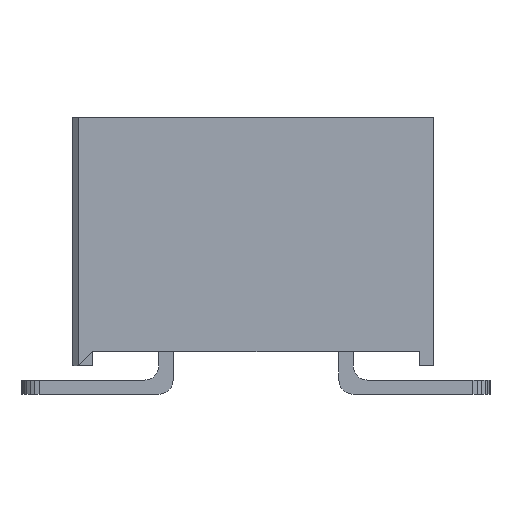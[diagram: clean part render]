
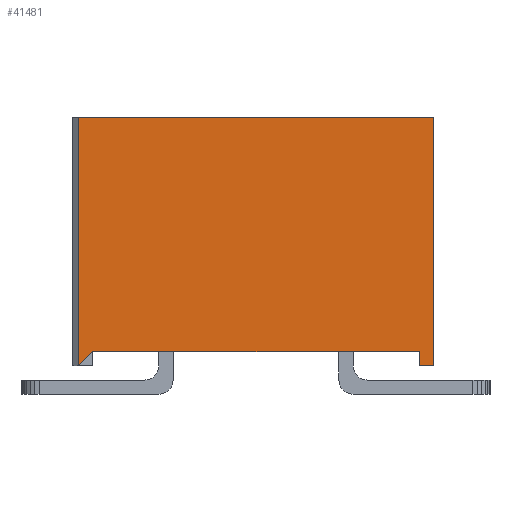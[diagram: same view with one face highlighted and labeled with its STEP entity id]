
A CAD part, left-side view. The second image highlights one B-rep face of the part: STEP entity #41481.
In plain terms, the highlighted planar face has unit normal (-1, 0, 0).
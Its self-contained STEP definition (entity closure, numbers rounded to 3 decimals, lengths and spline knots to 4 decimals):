
#4165=FACE_OUTER_BOUND('',#6775,.T.);
#6775=EDGE_LOOP('',(#35285,#35286,#35287,#35288,#35289,#35290,#35291));
#7263=LINE('',#54935,#12612);
#7424=LINE('',#55259,#12773);
#7595=LINE('',#55599,#12944);
#7597=LINE('',#55604,#12946);
#7603=LINE('',#55615,#12952);
#11830=LINE('',#64110,#17179);
#11874=LINE('',#64200,#17223);
#12612=VECTOR('',#44517,1.);
#12773=VECTOR('',#44680,1.);
#12944=VECTOR('',#44857,1.);
#12946=VECTOR('',#44861,1.);
#12952=VECTOR('',#44875,1.);
#17179=VECTOR('',#53124,1.);
#17223=VECTOR('',#53228,1.);
#17954=VERTEX_POINT('',#54919);
#17961=VERTEX_POINT('',#54933);
#18122=VERTEX_POINT('',#55257);
#18123=VERTEX_POINT('',#55258);
#18288=VERTEX_POINT('',#55589);
#18290=VERTEX_POINT('',#55601);
#18291=VERTEX_POINT('',#55603);
#20862=EDGE_CURVE('',#17961,#17954,#7263,.T.);
#21023=EDGE_CURVE('',#18122,#18123,#7424,.T.);
#21194=EDGE_CURVE('',#18122,#18288,#7595,.T.);
#21196=EDGE_CURVE('',#18291,#18290,#7597,.T.);
#21202=EDGE_CURVE('',#18123,#18290,#7603,.T.);
#25429=EDGE_CURVE('',#17961,#18291,#11830,.T.);
#25473=EDGE_CURVE('',#17954,#18288,#11874,.T.);
#35285=ORIENTED_EDGE('',*,*,#21194,.T.);
#35286=ORIENTED_EDGE('',*,*,#25473,.F.);
#35287=ORIENTED_EDGE('',*,*,#20862,.F.);
#35288=ORIENTED_EDGE('',*,*,#25429,.T.);
#35289=ORIENTED_EDGE('',*,*,#21196,.T.);
#35290=ORIENTED_EDGE('',*,*,#21202,.F.);
#35291=ORIENTED_EDGE('',*,*,#21023,.F.);
#38951=PLANE('',#44025);
#41481=ADVANCED_FACE('',(#4165),#38951,.T.);
#44025=AXIS2_PLACEMENT_3D('',#64199,#53226,#53227);
#44517=DIRECTION('',(0.,1.,0.));
#44680=DIRECTION('',(0.,-1.,0.));
#44857=DIRECTION('',(0.,0.,-1.));
#44861=DIRECTION('',(0.,-1.,-0.004));
#44875=DIRECTION('',(0.,0.,-1.));
#53124=DIRECTION('',(0.,0.,-1.));
#53226=DIRECTION('center_axis',(-1.,0.,0.));
#53227=DIRECTION('ref_axis',(0.,0.,1.));
#53228=DIRECTION('',(0.,0.707,-0.707));
#54919=CARTESIAN_POINT('',(-17.3267,-5.98,4.7));
#54933=CARTESIAN_POINT('',(-17.3267,-10.58,4.7));
#54935=CARTESIAN_POINT('',(-17.3267,-10.58,4.7));
#55257=CARTESIAN_POINT('',(-17.3267,-5.7808,8.));
#55258=CARTESIAN_POINT('',(-17.3267,-10.78,8.));
#55259=CARTESIAN_POINT('',(-17.3267,-5.7808,8.));
#55589=CARTESIAN_POINT('',(-17.3267,-5.78,4.5));
#55599=CARTESIAN_POINT('',(-17.3267,-5.7808,8.));
#55601=CARTESIAN_POINT('',(-17.3267,-10.78,4.4992));
#55603=CARTESIAN_POINT('',(-17.3267,-10.58,4.5));
#55604=CARTESIAN_POINT('',(-17.3267,-10.58,4.5));
#55615=CARTESIAN_POINT('',(-17.3267,-10.78,8.));
#64110=CARTESIAN_POINT('',(-17.3267,-10.58,4.7));
#64199=CARTESIAN_POINT('Origin',(-17.3267,-10.78,8.));
#64200=CARTESIAN_POINT('',(-17.3267,-5.98,4.7));
